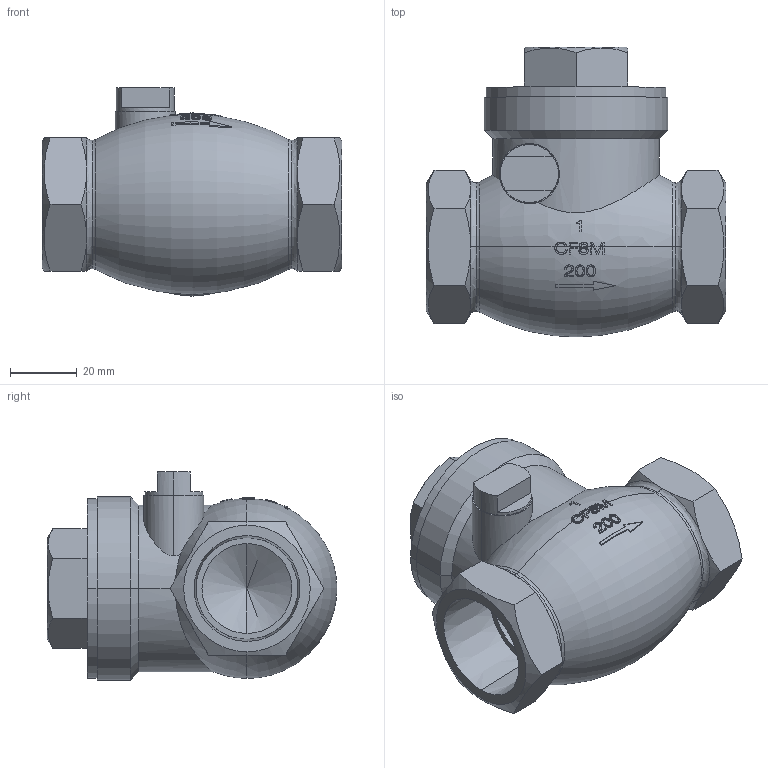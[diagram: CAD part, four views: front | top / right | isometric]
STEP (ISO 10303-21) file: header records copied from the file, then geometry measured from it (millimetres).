
FILE_DESCRIPTION (( 'STEP AP203' ), '1' );
FILE_NAME ('SC-200-DN25.STEP', '2013-12-02T04:36:49', ( '' ), ( '' ), 'SwSTEP 2.0', 'SolidWorks 2010', '' );
FILE_SCHEMA (( 'CONFIG_CONTROL_DESIGN' ));
Length unit declared in the file: millimetre
Products named in the file (1): SC-200-DN25
Bounding box: 90 x 87 x 62.5 mm (x, y, z)
Volume: 177777.6 mm3; surface area: 29530.5 mm2
Topology: 1 solids, 1 shells, 205 faces, 551 edges, 360 vertices
Faces by surface type: plane 77, bspline 52, torus 34, cone 28, cylinder 14
Entity records: 11840 total; most frequent: CARTESIAN_POINT 7193, ORIENTED_EDGE 1094, DIRECTION 724, EDGE_CURVE 547, VERTEX_POINT 360, AXIS2_PLACEMENT_3D 282, B_SPLINE_CURVE_WITH_KNOTS 259, EDGE_LOOP 221
